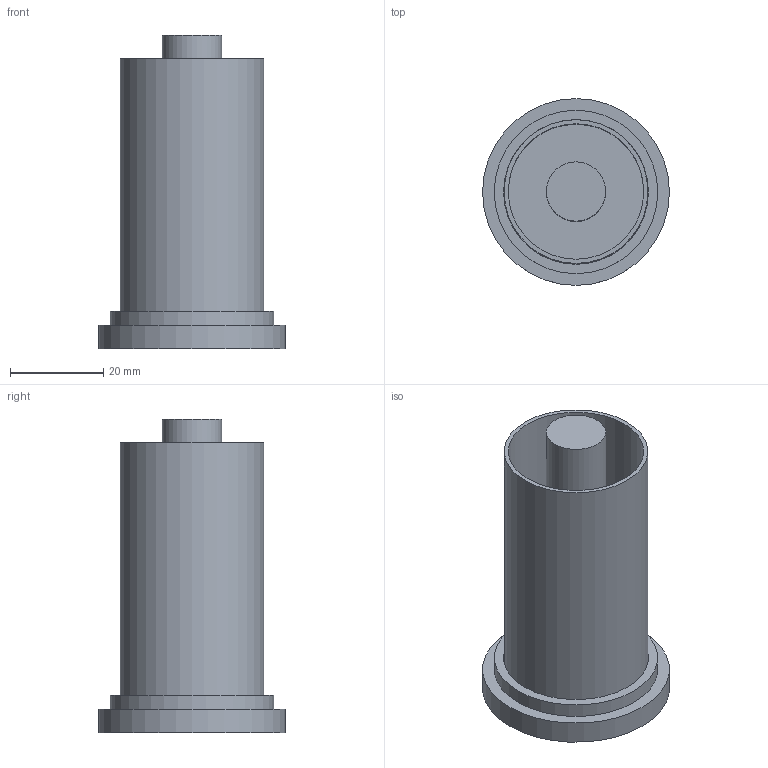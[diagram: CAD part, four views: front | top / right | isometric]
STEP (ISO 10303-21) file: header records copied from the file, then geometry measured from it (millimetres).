
FILE_DESCRIPTION(/* description */ (''),/* implementation_level */ '2;1');
FILE_NAME(/* name */ 'GrainCasing.step',/* time_stamp */ '2025-11-14T17:50:13-08:00',/* author */ (''),/* organization */ (''),/* preprocessor_version */ 'ST-DEVELOPER v20.1',/* originating_system */ 'Autodesk Translation Framework v14.17.0.0',/* authorisation */ '');
FILE_SCHEMA (('AUTOMOTIVE_DESIGN { 1 0 10303 214 3 1 1 }'));
Length unit declared in the file: millimetre
Products named in the file (1): GrainCasing
Bounding box: 40 x 40 x 67.15 mm (x, y, z)
Volume: 19567.6 mm3; surface area: 17144.8 mm2
Topology: 2 solids, 2 shells, 13 faces, 18 edges, 12 vertices
Faces by surface type: plane 7, cylinder 6
Full cylindrical faces by diameter (mm): 12.7 x1, 29 x1, 30.785 x1, 31 x1, 35 x1, 40 x1
Entity records: 334 total; most frequent: DIRECTION 58, CARTESIAN_POINT 44, ORIENTED_EDGE 36, AXIS2_PLACEMENT_3D 26, EDGE_LOOP 18, EDGE_CURVE 18, FACE_OUTER_BOUND 13, ADVANCED_FACE 13
